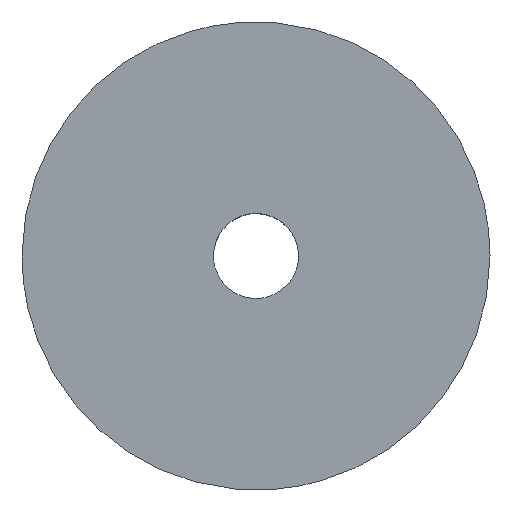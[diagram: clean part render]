
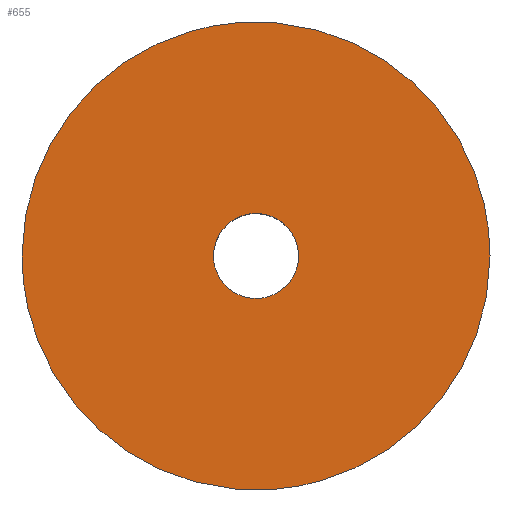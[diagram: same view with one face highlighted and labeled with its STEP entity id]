
A CAD part, top view. The second image highlights one B-rep face of the part: STEP entity #655.
In plain terms, the highlighted free-form (B-spline) face has degree [1, 1] with [2, 2] control points.
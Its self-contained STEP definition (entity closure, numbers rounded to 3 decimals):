
#286=CARTESIAN_POINT('',(0.863,-10.966,14.));
#287=VERTEX_POINT('',#286);
#293=CARTESIAN_POINT('',(-11.0,0.0,14.0));
#294=VERTEX_POINT('',#293);
#295=CARTESIAN_POINT('',(0.863,-10.966,14.));
#296=CARTESIAN_POINT('',(0.432,-11.,14.));
#297=CARTESIAN_POINT('',(0.,-11.,14.));
#298=CARTESIAN_POINT('',(-11.,-11.,14.));
#299=CARTESIAN_POINT('',(-11.0,0.0,14.0));
#307=(BOUNDED_CURVE()B_SPLINE_CURVE(2,(#295,#296,#297,#298,#299),.UNSPECIFIED.,.F.,.U.)B_SPLINE_CURVE_WITH_KNOTS((3,2,3),(0.736,0.75,1.0),.UNSPECIFIED.)CURVE()GEOMETRIC_REPRESENTATION_ITEM()RATIONAL_B_SPLINE_CURVE((0.97,0.984,1.0,0.707,1.0))REPRESENTATION_ITEM(''));
#308=EDGE_CURVE('',#287,#294,#307,.T.);
#310=CARTESIAN_POINT('',(-0.863,10.966,14.));
#311=VERTEX_POINT('',#310);
#312=CARTESIAN_POINT('',(-11.0,0.0,14.0));
#313=CARTESIAN_POINT('',(-11.,10.168,14.));
#314=CARTESIAN_POINT('',(-0.863,10.966,14.));
#322=(BOUNDED_CURVE()B_SPLINE_CURVE(2,(#312,#313,#314),.UNSPECIFIED.,.F.,.U.)B_SPLINE_CURVE_WITH_KNOTS((3,3),(0.0,0.236),.UNSPECIFIED.)CURVE()GEOMETRIC_REPRESENTATION_ITEM()RATIONAL_B_SPLINE_CURVE((1.0,0.723,0.97))REPRESENTATION_ITEM(''));
#323=EDGE_CURVE('',#294,#311,#322,.T.);
#369=CARTESIAN_POINT('',(11.0,0.0,14.0));
#370=VERTEX_POINT('',#369);
#371=CARTESIAN_POINT('',(-0.863,10.966,14.));
#372=CARTESIAN_POINT('',(-0.432,11.,14.));
#373=CARTESIAN_POINT('',(0.,11.,14.));
#374=CARTESIAN_POINT('',(11.,11.,14.));
#375=CARTESIAN_POINT('',(11.0,0.0,14.0));
#383=(BOUNDED_CURVE()B_SPLINE_CURVE(2,(#371,#372,#373,#374,#375),.UNSPECIFIED.,.F.,.U.)B_SPLINE_CURVE_WITH_KNOTS((3,2,3),(0.236,0.25,0.5),.UNSPECIFIED.)CURVE()GEOMETRIC_REPRESENTATION_ITEM()RATIONAL_B_SPLINE_CURVE((0.97,0.984,1.0,0.707,1.0))REPRESENTATION_ITEM(''));
#384=EDGE_CURVE('',#311,#370,#383,.T.);
#386=CARTESIAN_POINT('',(11.0,0.0,14.0));
#387=CARTESIAN_POINT('',(11.,-10.168,14.));
#388=CARTESIAN_POINT('',(0.863,-10.966,14.));
#396=(BOUNDED_CURVE()B_SPLINE_CURVE(2,(#386,#387,#388),.UNSPECIFIED.,.F.,.U.)B_SPLINE_CURVE_WITH_KNOTS((3,3),(0.5,0.736),.UNSPECIFIED.)CURVE()GEOMETRIC_REPRESENTATION_ITEM()RATIONAL_B_SPLINE_CURVE((1.0,0.723,0.97))REPRESENTATION_ITEM(''));
#397=EDGE_CURVE('',#370,#287,#396,.T.);
#472=CARTESIAN_POINT('',(0.122,-1.996,14.0));
#473=VERTEX_POINT('',#472);
#479=CARTESIAN_POINT('',(2.0,0.0,14.0));
#480=VERTEX_POINT('',#479);
#481=CARTESIAN_POINT('',(2.0,0.0,14.0));
#482=CARTESIAN_POINT('',(2.,-1.881,14.));
#483=CARTESIAN_POINT('',(0.122,-1.996,14.));
#491=(BOUNDED_CURVE()B_SPLINE_CURVE(2,(#481,#482,#483),.UNSPECIFIED.,.F.,.U.)B_SPLINE_CURVE_WITH_KNOTS((3,3),(0.5,0.739),.UNSPECIFIED.)CURVE()GEOMETRIC_REPRESENTATION_ITEM()RATIONAL_B_SPLINE_CURVE((1.0,0.72,0.976))REPRESENTATION_ITEM(''));
#492=EDGE_CURVE('',#480,#473,#491,.T.);
#494=CARTESIAN_POINT('',(-0.236,1.986,14.0));
#495=VERTEX_POINT('',#494);
#496=CARTESIAN_POINT('',(-0.236,1.986,14.));
#497=CARTESIAN_POINT('',(-0.118,2.,14.));
#498=CARTESIAN_POINT('',(0.0,2.0,14.0));
#499=CARTESIAN_POINT('',(2.,2.,14.));
#500=CARTESIAN_POINT('',(2.0,0.0,14.0));
#508=(BOUNDED_CURVE()B_SPLINE_CURVE(2,(#496,#497,#498,#499,#500),.UNSPECIFIED.,.F.,.U.)B_SPLINE_CURVE_WITH_KNOTS((3,2,3),(0.23,0.25,0.5),.UNSPECIFIED.)CURVE()GEOMETRIC_REPRESENTATION_ITEM()RATIONAL_B_SPLINE_CURVE((0.956,0.976,1.0,0.707,1.0))REPRESENTATION_ITEM(''));
#509=EDGE_CURVE('',#495,#480,#508,.T.);
#553=CARTESIAN_POINT('',(-2.0,0.0,14.0));
#554=VERTEX_POINT('',#553);
#555=CARTESIAN_POINT('',(-2.0,0.0,14.0));
#556=CARTESIAN_POINT('',(-2.,1.776,14.));
#557=CARTESIAN_POINT('',(-0.236,1.986,14.0));
#565=(BOUNDED_CURVE()B_SPLINE_CURVE(2,(#555,#556,#557),.UNSPECIFIED.,.F.,.U.)B_SPLINE_CURVE_WITH_KNOTS((3,3),(0.0,0.23),.UNSPECIFIED.)CURVE()GEOMETRIC_REPRESENTATION_ITEM()RATIONAL_B_SPLINE_CURVE((1.0,0.731,0.956))REPRESENTATION_ITEM(''));
#566=EDGE_CURVE('',#554,#495,#565,.T.);
#568=CARTESIAN_POINT('',(0.122,-1.996,14.));
#569=CARTESIAN_POINT('',(0.061,-2.0,14.));
#570=CARTESIAN_POINT('',(0.0,-2.0,14.0));
#571=CARTESIAN_POINT('',(-2.,-2.,14.));
#572=CARTESIAN_POINT('',(-2.0,0.0,14.0));
#580=(BOUNDED_CURVE()B_SPLINE_CURVE(2,(#568,#569,#570,#571,#572),.UNSPECIFIED.,.F.,.U.)B_SPLINE_CURVE_WITH_KNOTS((3,2,3),(0.739,0.75,1.0),.UNSPECIFIED.)CURVE()GEOMETRIC_REPRESENTATION_ITEM()RATIONAL_B_SPLINE_CURVE((0.976,0.988,1.0,0.707,1.0))REPRESENTATION_ITEM(''));
#581=EDGE_CURVE('',#473,#554,#580,.T.);
#638=CARTESIAN_POINT('',(12.099,-12.096,14.0));
#639=CARTESIAN_POINT('',(-12.099,-12.096,14.0));
#640=CARTESIAN_POINT('',(12.099,12.096,14.0));
#641=CARTESIAN_POINT('',(-12.099,12.096,14.0));
#642=B_SPLINE_SURFACE_WITH_KNOTS('',1,1,((#638,#640),(#639,#641)),.UNSPECIFIED.,.F.,.F.,.U.,(2,2),(2,2),(0.0,24.198),(0.0,24.191),.UNSPECIFIED.);
#643=ORIENTED_EDGE('',*,*,#308,.F.);
#644=ORIENTED_EDGE('',*,*,#397,.F.);
#645=ORIENTED_EDGE('',*,*,#384,.F.);
#646=ORIENTED_EDGE('',*,*,#323,.F.);
#647=EDGE_LOOP('',(#643,#644,#645,#646));
#648=FACE_OUTER_BOUND('',#647,.T.);
#649=ORIENTED_EDGE('',*,*,#492,.T.);
#650=ORIENTED_EDGE('',*,*,#581,.T.);
#651=ORIENTED_EDGE('',*,*,#566,.T.);
#652=ORIENTED_EDGE('',*,*,#509,.T.);
#653=EDGE_LOOP('',(#649,#650,#651,#652));
#654=FACE_BOUND('',#653,.T.);
#655=ADVANCED_FACE('',(#648,#654),#642,.F.);
